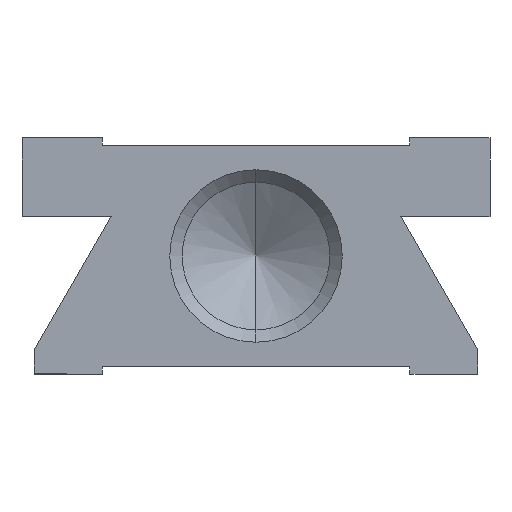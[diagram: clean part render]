
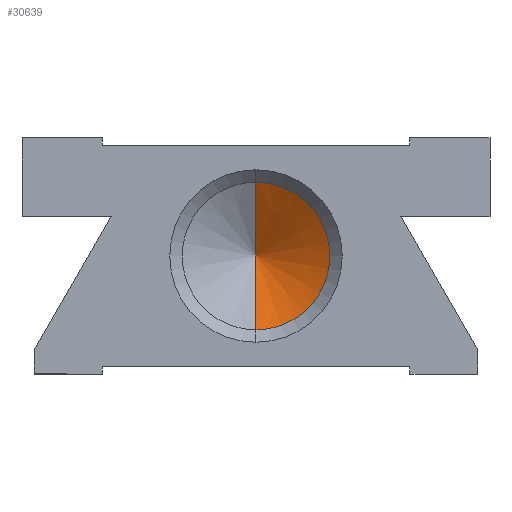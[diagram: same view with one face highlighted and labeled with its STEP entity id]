
A CAD part, front view. The second image highlights one B-rep face of the part: STEP entity #30639.
In plain terms, the highlighted conical face has half-angle 59 degrees and reference radius 3 mm.
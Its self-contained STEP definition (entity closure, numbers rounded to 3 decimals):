
#1449 = EDGE_LOOP ( 'NONE', ( #20622, #13478, #67340 ) ) ;
#2933 = LINE ( 'NONE', #36350, #41000 ) ;
#7864 = AXIS2_PLACEMENT_3D ( 'NONE', #7917, #66411, #13599 ) ;
#7917 = CARTESIAN_POINT ( 'NONE',  ( -37.037, -197.434, 16.231 ) ) ;
#8135 = EDGE_CURVE ( 'NONE', #51952, #36855, #16013, .T. ) ;
#8935 = CARTESIAN_POINT ( 'NONE',  ( -37.037, -197.434, 13.231 ) ) ;
#13478 = ORIENTED_EDGE ( 'NONE', *, *, #8135, .T. ) ;
#13599 = DIRECTION ( 'NONE',  ( 0., 0., -1. ) ) ;
#16013 = LINE ( 'NONE', #43769, #56250 ) ;
#20622 = ORIENTED_EDGE ( 'NONE', *, *, #63573, .F. ) ;
#29962 = CARTESIAN_POINT ( 'NONE',  ( -37.037, -197.434, 16.231 ) ) ;
#30639 = ADVANCED_FACE ( 'NONE', ( #42464 ), #37569, .F. ) ;
#31093 = DIRECTION ( 'NONE',  ( 0., 0., -1. ) ) ;
#36350 = CARTESIAN_POINT ( 'NONE',  ( -37.037, -197.434, 19.231 ) ) ;
#36855 = VERTEX_POINT ( 'NONE', #8935 ) ;
#37569 = CONICAL_SURFACE ( 'NONE', #70315, 3., 1.03 ) ;
#38083 = CARTESIAN_POINT ( 'NONE',  ( -37.037, -195.631, 16.231 ) ) ;
#39177 = DIRECTION ( 'NONE',  ( 0., -0.515, -0.857 ) ) ;
#39844 = CARTESIAN_POINT ( 'NONE',  ( -37.037, -197.434, 19.231 ) ) ;
#41000 = VECTOR ( 'NONE', #59533, 1000. ) ;
#42464 = FACE_OUTER_BOUND ( 'NONE', #1449, .T. ) ;
#43769 = CARTESIAN_POINT ( 'NONE',  ( -37.037, -197.434, 13.231 ) ) ;
#49075 = CIRCLE ( 'NONE', #7864, 3. ) ;
#51952 = VERTEX_POINT ( 'NONE', #38083 ) ;
#52270 = EDGE_CURVE ( 'NONE', #36855, #54802, #49075, .T. ) ;
#53126 = DIRECTION ( 'NONE',  ( 0., -1., 0. ) ) ;
#54802 = VERTEX_POINT ( 'NONE', #39844 ) ;
#56250 = VECTOR ( 'NONE', #39177, 1000. ) ;
#59533 = DIRECTION ( 'NONE',  ( 0., -0.515, 0.857 ) ) ;
#63573 = EDGE_CURVE ( 'NONE', #51952, #54802, #2933, .T. ) ;
#66411 = DIRECTION ( 'NONE',  ( 0., -1., 0. ) ) ;
#67340 = ORIENTED_EDGE ( 'NONE', *, *, #52270, .T. ) ;
#70315 = AXIS2_PLACEMENT_3D ( 'NONE', #29962, #53126, #31093 ) ;
